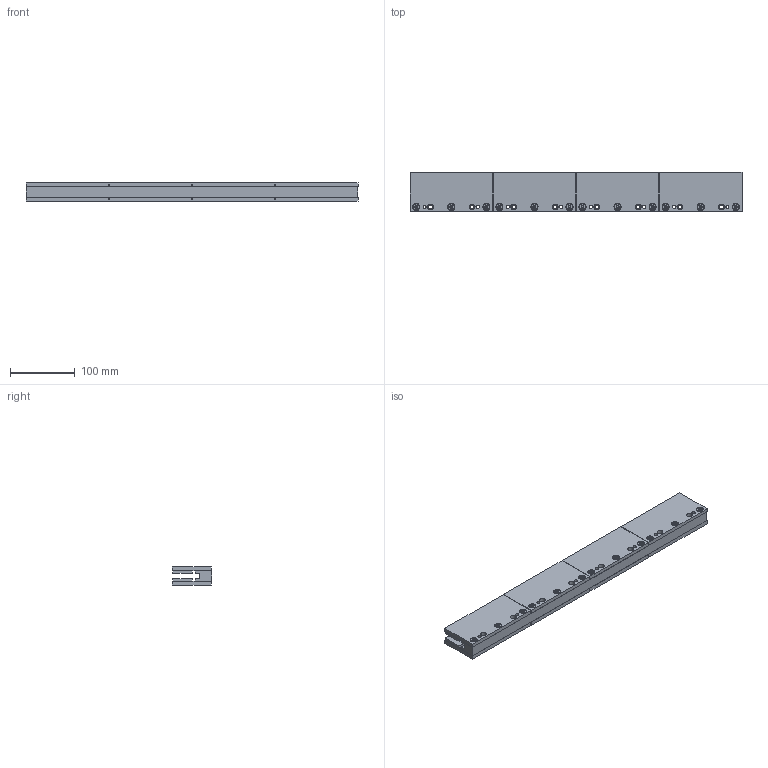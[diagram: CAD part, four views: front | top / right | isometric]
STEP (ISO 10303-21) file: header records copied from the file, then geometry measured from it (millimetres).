
FILE_DESCRIPTION((''),'2;1');
FILE_NAME('1258326-03-Z01','2019-02-08T11:20:51',('ch52332'),(''),'CREO PARAMETRIC BY PTC INC, 2017380','CREO PARAMETRIC BY PTC INC, 2017380','');
FILE_SCHEMA(('AUTOMOTIVE_DESIGN { 1 0 10303 214 1 1 1 1 }'));
Length unit declared in the file: millimetre
Products named in the file (1): 1258326-03-Z01
Bounding box: 511.15 x 60.1 x 28.31 mm (x, y, z)
Volume: 640184.1 mm3; surface area: 173955.9 mm2
Topology: 1 solids, 37 shells, 1346 faces, 3104 edges, 1952 vertices
Faces by surface type: cylinder 552, plane 506, cone 288
Entity records: 41806 total; most frequent: CARTESIAN_POINT 8612, DIRECTION 6420, ORIENTED_EDGE 6208, EDGE_CURVE 3104, AXIS2_PLACEMENT_3D 2402, VERTEX_POINT 1952, VECTOR 1616, LINE 1616
